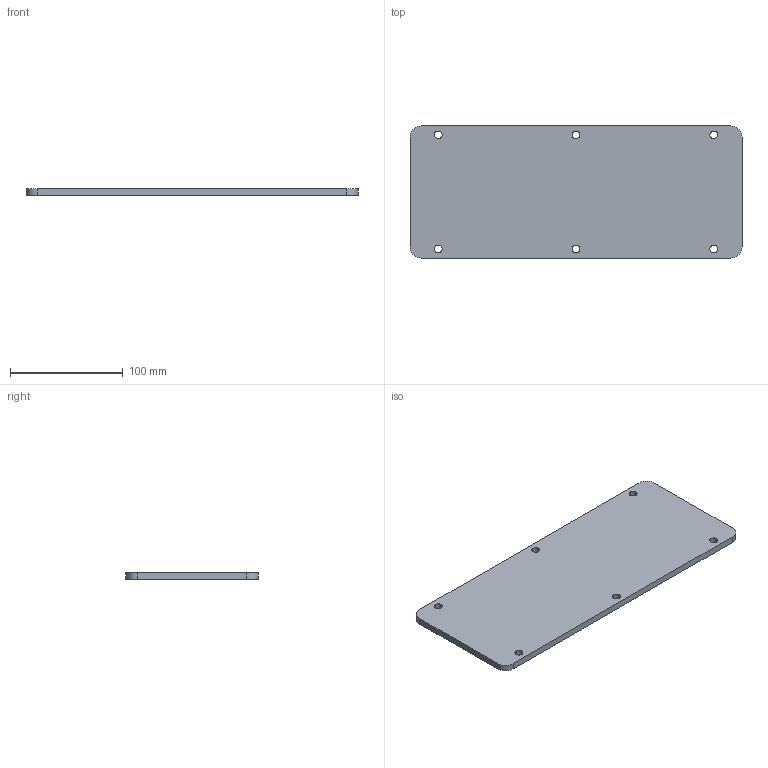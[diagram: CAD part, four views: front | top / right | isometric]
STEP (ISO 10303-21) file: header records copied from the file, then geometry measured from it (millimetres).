
FILE_DESCRIPTION(('CATIA V5 STEP Exchange','CAx-IF Rec.Pracs.--- Model Styling and Organization---1.4--- 2014-01-23'),'2;1');
FILE_NAME ('009999-6_0', '2023-10-19T06:24:11+00:00', ('none'), ('Weidmueller'), 'CATIA Version 5-6 Release 2016 SP3 HF44', 'CATIA V5 STEP AP214', 'none');
FILE_SCHEMA(('AUTOMOTIVE_DESIGN { 1 0 10303 214 1 1 1 1 }'));
Length unit declared in the file: millimetre
Products named in the file (1): 1256430000_GP_KTB_400x300x150_AB_6MM
Bounding box: 294 x 117 x 6 mm (x, y, z)
Volume: 204487.5 mm3; surface area: 73783.2 mm2
Topology: 1 solids, 1 shells, 22 faces, 60 edges, 40 vertices
Faces by surface type: cylinder 16, plane 6
Entity records: 968 total; most frequent: CARTESIAN_POINT 357, ORIENTED_EDGE 120, DIRECTION 92, EDGE_CURVE 60, AXIS2_PLACEMENT_3D 43, VERTEX_POINT 40, EDGE_LOOP 34, VECTOR 28
